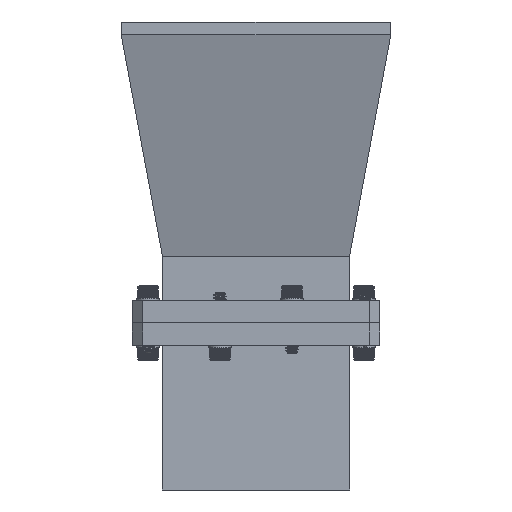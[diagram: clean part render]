
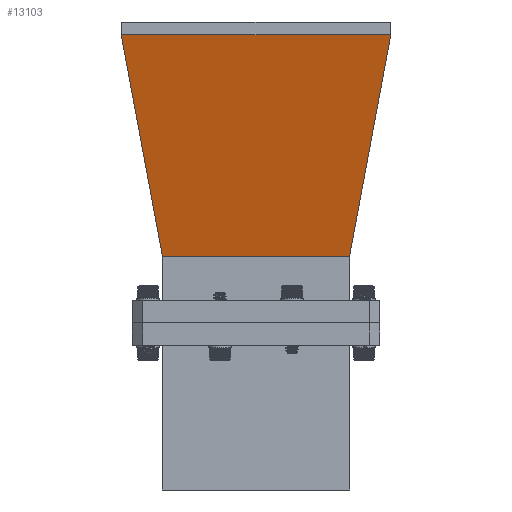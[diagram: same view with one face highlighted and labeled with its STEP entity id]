
A CAD part, front view. The second image highlights one B-rep face of the part: STEP entity #13103.
In plain terms, the highlighted face is planar.
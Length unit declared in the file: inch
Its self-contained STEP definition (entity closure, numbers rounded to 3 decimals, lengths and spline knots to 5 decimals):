
#34 = AXIS2_PLACEMENT_3D ( 'NONE', #9190, #11182, #6914 ) ;
#366 = VERTEX_POINT ( 'NONE', #14604 ) ;
#940 = EDGE_LOOP ( 'NONE', ( #4923, #12041, #6637, #5058, #13657, #10937, #5402, #12579 ) ) ;
#2482 = LINE ( 'NONE', #6993, #8327 ) ;
#2613 = CARTESIAN_POINT ( 'NONE',  ( -0.0262, -1.05411, -0.00706 ) ) ;
#2635 = CARTESIAN_POINT ( 'NONE',  ( -0.0262, -1.51136, -0.00706 ) ) ;
#2885 = DIRECTION ( 'NONE',  ( 0., 1., 0. ) ) ;
#3237 = VERTEX_POINT ( 'NONE', #7222 ) ;
#3340 = LINE ( 'NONE', #10936, #5495 ) ;
#3495 = PLANE ( 'NONE',  #34 ) ;
#3526 = EDGE_CURVE ( 'NONE', #7827, #14580, #4678, .T. ) ;
#4288 = LINE ( 'NONE', #8819, #6702 ) ;
#4390 = VECTOR ( 'NONE', #13948, 39.37008 ) ;
#4496 = CARTESIAN_POINT ( 'NONE',  ( -0.55411, -1.05411, 1.95288 ) ) ;
#4678 = LINE ( 'NONE', #2613, #4390 ) ;
#4923 = ORIENTED_EDGE ( 'NONE', *, *, #10365, .F. ) ;
#5058 = ORIENTED_EDGE ( 'NONE', *, *, #8487, .F. ) ;
#5379 = LINE ( 'NONE', #14503, #12119 ) ;
#5402 = ORIENTED_EDGE ( 'NONE', *, *, #5520, .F. ) ;
#5495 = VECTOR ( 'NONE', #6751, 39.37008 ) ;
#5520 = EDGE_CURVE ( 'NONE', #366, #6125, #14038, .T. ) ;
#5546 = DIRECTION ( 'NONE',  ( -0.26, 0., 0.966 ) ) ;
#5560 = CARTESIAN_POINT ( 'NONE',  ( -0.0262, 1.05411, -0.00706 ) ) ;
#5850 = CARTESIAN_POINT ( 'NONE',  ( -0.55539, 1.05411, 1.95763 ) ) ;
#5967 = EDGE_CURVE ( 'NONE', #9391, #14245, #4288, .T. ) ;
#6125 = VERTEX_POINT ( 'NONE', #10132 ) ;
#6637 = ORIENTED_EDGE ( 'NONE', *, *, #9792, .F. ) ;
#6702 = VECTOR ( 'NONE', #8739, 39.37008 ) ;
#6751 = DIRECTION ( 'NONE',  ( 0., -1., 0. ) ) ;
#6914 = DIRECTION ( 'NONE',  ( 0.26, 0., -0.966 ) ) ;
#6993 = CARTESIAN_POINT ( 'NONE',  ( -0.55539, -1.05411, 1.95763 ) ) ;
#7066 = DIRECTION ( 'NONE',  ( -0.256, -0.177, 0.95 ) ) ;
#7222 = CARTESIAN_POINT ( 'NONE',  ( -0.55411, 1.05411, 1.95288 ) ) ;
#7827 = VERTEX_POINT ( 'NONE', #12280 ) ;
#7862 = VECTOR ( 'NONE', #14369, 39.37008 ) ;
#8327 = VECTOR ( 'NONE', #7066, 39.37008 ) ;
#8487 = EDGE_CURVE ( 'NONE', #14580, #3237, #13024, .T. ) ;
#8614 = CARTESIAN_POINT ( 'NONE',  ( -1.21856, 1.51136, 4.41972 ) ) ;
#8739 = DIRECTION ( 'NONE',  ( 0.256, -0.177, -0.95 ) ) ;
#8819 = CARTESIAN_POINT ( 'NONE',  ( -1.21856, 1.51136, 4.41972 ) ) ;
#9082 = VERTEX_POINT ( 'NONE', #12718 ) ;
#9190 = CARTESIAN_POINT ( 'NONE',  ( -0.0262, 0., -0.00706 ) ) ;
#9391 = VERTEX_POINT ( 'NONE', #8614 ) ;
#9612 = EDGE_CURVE ( 'NONE', #7827, #6125, #2482, .T. ) ;
#9792 = EDGE_CURVE ( 'NONE', #3237, #14245, #11165, .T. ) ;
#9865 = EDGE_CURVE ( 'NONE', #9082, #366, #3340, .T. ) ;
#10132 = CARTESIAN_POINT ( 'NONE',  ( -1.21856, -1.51136, 4.41972 ) ) ;
#10365 = EDGE_CURVE ( 'NONE', #9391, #9082, #5379, .T. ) ;
#10597 = VECTOR ( 'NONE', #2885, 39.37008 ) ;
#10667 = DIRECTION ( 'NONE',  ( 0.26, 0., -0.966 ) ) ;
#10936 = CARTESIAN_POINT ( 'NONE',  ( -1.22487, 0., 4.44315 ) ) ;
#10937 = ORIENTED_EDGE ( 'NONE', *, *, #9612, .T. ) ;
#11165 = LINE ( 'NONE', #5560, #7862 ) ;
#11182 = DIRECTION ( 'NONE',  ( 0.966, 0., 0.26 ) ) ;
#12041 = ORIENTED_EDGE ( 'NONE', *, *, #5967, .T. ) ;
#12119 = VECTOR ( 'NONE', #5546, 39.37008 ) ;
#12280 = CARTESIAN_POINT ( 'NONE',  ( -0.55539, -1.05411, 1.95763 ) ) ;
#12356 = VECTOR ( 'NONE', #10667, 39.37008 ) ;
#12579 = ORIENTED_EDGE ( 'NONE', *, *, #9865, .F. ) ;
#12718 = CARTESIAN_POINT ( 'NONE',  ( -1.22487, 1.51136, 4.44315 ) ) ;
#13024 = LINE ( 'NONE', #13099, #10597 ) ;
#13099 = CARTESIAN_POINT ( 'NONE',  ( -0.55411, 0., 1.95288 ) ) ;
#13103 = ADVANCED_FACE ( 'NONE', ( #14536 ), #3495, .F. ) ;
#13657 = ORIENTED_EDGE ( 'NONE', *, *, #3526, .F. ) ;
#13948 = DIRECTION ( 'NONE',  ( 0.26, 0., -0.966 ) ) ;
#14038 = LINE ( 'NONE', #2635, #12356 ) ;
#14245 = VERTEX_POINT ( 'NONE', #5850 ) ;
#14369 = DIRECTION ( 'NONE',  ( -0.26, 0., 0.966 ) ) ;
#14503 = CARTESIAN_POINT ( 'NONE',  ( -0.0262, 1.51136, -0.00706 ) ) ;
#14536 = FACE_OUTER_BOUND ( 'NONE', #940, .T. ) ;
#14580 = VERTEX_POINT ( 'NONE', #4496 ) ;
#14604 = CARTESIAN_POINT ( 'NONE',  ( -1.22487, -1.51136, 4.44315 ) ) ;
